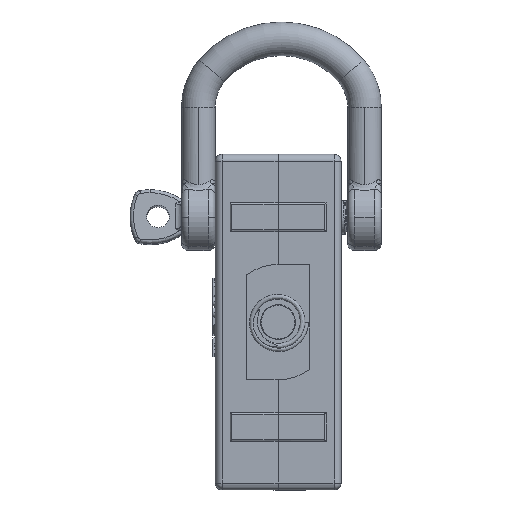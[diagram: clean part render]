
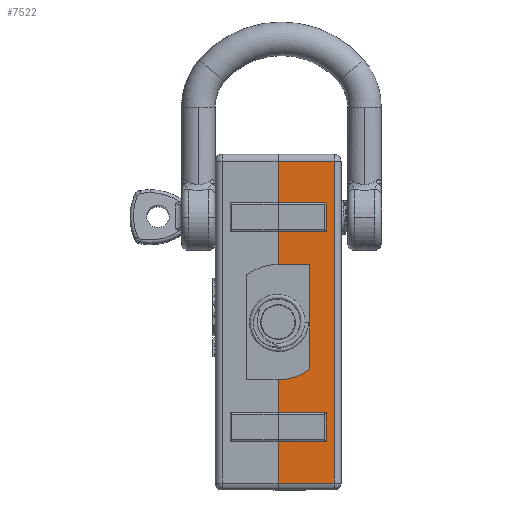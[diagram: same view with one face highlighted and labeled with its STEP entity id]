
A CAD part, front view. The second image highlights one B-rep face of the part: STEP entity #7522.
In plain terms, the highlighted planar face has unit normal (0, -1, 0).
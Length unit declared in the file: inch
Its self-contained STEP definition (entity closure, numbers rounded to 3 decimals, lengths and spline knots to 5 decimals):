
#73 = CARTESIAN_POINT ( 'NONE',  ( 0.81, 0., 0. ) ) ;
#88 = VERTEX_POINT ( 'NONE', #8658 ) ;
#118 = EDGE_CURVE ( 'NONE', #19592, #6509, #8680, .T. ) ;
#307 = LINE ( 'NONE', #5690, #3836 ) ;
#406 = EDGE_CURVE ( 'NONE', #11633, #9564, #17628, .T. ) ;
#606 = CARTESIAN_POINT ( 'NONE',  ( -1.4375, 0., 0.5 ) ) ;
#778 = ORIENTED_EDGE ( 'NONE', *, *, #5055, .T. ) ;
#864 = CARTESIAN_POINT ( 'NONE',  ( 1.065, 0., 0.4285 ) ) ;
#924 = DIRECTION ( 'NONE',  ( 0., 1., 0. ) ) ;
#999 = CARTESIAN_POINT ( 'NONE',  ( 1.065, 0., 0. ) ) ;
#1068 = LINE ( 'NONE', #8571, #8660 ) ;
#1350 = CARTESIAN_POINT ( 'NONE',  ( -1.4375, 0., 0. ) ) ;
#1512 = VECTOR ( 'NONE', #16864, 39.37008 ) ;
#1667 = LINE ( 'NONE', #1350, #2139 ) ;
#1767 = VECTOR ( 'NONE', #13969, 39.37008 ) ;
#2049 = ORIENTED_EDGE ( 'NONE', *, *, #18906, .T. ) ;
#2115 = DIRECTION ( 'NONE',  ( -1., 0., 0. ) ) ;
#2139 = VECTOR ( 'NONE', #12055, 39.37008 ) ;
#2374 = VECTOR ( 'NONE', #17986, 39.37008 ) ;
#2426 = AXIS2_PLACEMENT_3D ( 'NONE', #10060, #924, #11615 ) ;
#2589 = CARTESIAN_POINT ( 'NONE',  ( -0.81, 0., 0.5625 ) ) ;
#2592 = VECTOR ( 'NONE', #17342, 39.37008 ) ;
#2709 = ORIENTED_EDGE ( 'NONE', *, *, #118, .T. ) ;
#3034 = ORIENTED_EDGE ( 'NONE', *, *, #6693, .T. ) ;
#3057 = CIRCLE ( 'NONE', #18941, 0.19531 ) ;
#3283 = VERTEX_POINT ( 'NONE', #6616 ) ;
#3406 = CARTESIAN_POINT ( 'NONE',  ( -1.4375, 0., 0.5625 ) ) ;
#3408 = CARTESIAN_POINT ( 'NONE',  ( 1.4375, 0., 0.5 ) ) ;
#3536 = DIRECTION ( 'NONE',  ( 0., 1., 0. ) ) ;
#3580 = CARTESIAN_POINT ( 'NONE',  ( 0., 0., 0.19531 ) ) ;
#3836 = VECTOR ( 'NONE', #7231, 39.37008 ) ;
#4020 = LINE ( 'NONE', #9238, #4478 ) ;
#4026 = CARTESIAN_POINT ( 'NONE',  ( -1.065, 0., 0. ) ) ;
#4230 = ORIENTED_EDGE ( 'NONE', *, *, #17766, .T. ) ;
#4478 = VECTOR ( 'NONE', #14529, 39.37008 ) ;
#4738 = CARTESIAN_POINT ( 'NONE',  ( 0.19531, 0., 0. ) ) ;
#5055 = EDGE_CURVE ( 'NONE', #12554, #10170, #6378, .T. ) ;
#5690 = CARTESIAN_POINT ( 'NONE',  ( -1.4375, 0., 0. ) ) ;
#6171 = LINE ( 'NONE', #13930, #13935 ) ;
#6259 = ORIENTED_EDGE ( 'NONE', *, *, #19117, .T. ) ;
#6378 = LINE ( 'NONE', #2589, #2374 ) ;
#6388 = CARTESIAN_POINT ( 'NONE',  ( -1.4375, 0., 0. ) ) ;
#6443 = FACE_OUTER_BOUND ( 'NONE', #16646, .T. ) ;
#6446 = DIRECTION ( 'NONE',  ( 0., 1., 0. ) ) ;
#6493 = CARTESIAN_POINT ( 'NONE',  ( -0.81, 0., 0.4285 ) ) ;
#6509 = VERTEX_POINT ( 'NONE', #73 ) ;
#6578 = EDGE_CURVE ( 'NONE', #11633, #12554, #4020, .T. ) ;
#6615 = LINE ( 'NONE', #7334, #18959 ) ;
#6616 = CARTESIAN_POINT ( 'NONE',  ( 1.4375, 0., 0. ) ) ;
#6693 = EDGE_CURVE ( 'NONE', #88, #15552, #6615, .T. ) ;
#7073 = ORIENTED_EDGE ( 'NONE', *, *, #9863, .T. ) ;
#7231 = DIRECTION ( 'NONE',  ( 1., 0., 0. ) ) ;
#7334 = CARTESIAN_POINT ( 'NONE',  ( -1.065, 0., 0.4285 ) ) ;
#7522 = ADVANCED_FACE ( 'NONE', ( #6443 ), #18761, .F. ) ;
#7702 = VECTOR ( 'NONE', #8822, 39.37008 ) ;
#7743 = EDGE_CURVE ( 'NONE', #16756, #19592, #8147, .T. ) ;
#8147 = CIRCLE ( 'NONE', #2426, 0.19531 ) ;
#8316 = EDGE_CURVE ( 'NONE', #10170, #13831, #307, .T. ) ;
#8505 = CARTESIAN_POINT ( 'NONE',  ( -1.4375, 0., 0.5 ) ) ;
#8571 = CARTESIAN_POINT ( 'NONE',  ( 1.065, 0., 0.5625 ) ) ;
#8658 = CARTESIAN_POINT ( 'NONE',  ( 0.81, 0., 0.4285 ) ) ;
#8660 = VECTOR ( 'NONE', #14798, 39.37008 ) ;
#8680 = LINE ( 'NONE', #8772, #7702 ) ;
#8772 = CARTESIAN_POINT ( 'NONE',  ( -1.4375, 0., 0. ) ) ;
#8822 = DIRECTION ( 'NONE',  ( 1., 0., 0. ) ) ;
#9008 = ORIENTED_EDGE ( 'NONE', *, *, #406, .F. ) ;
#9238 = CARTESIAN_POINT ( 'NONE',  ( -1.065, 0., 0.4285 ) ) ;
#9564 = VERTEX_POINT ( 'NONE', #4026 ) ;
#9863 = EDGE_CURVE ( 'NONE', #15398, #9564, #6171, .T. ) ;
#9924 = VERTEX_POINT ( 'NONE', #3408 ) ;
#10047 = ORIENTED_EDGE ( 'NONE', *, *, #11584, .T. ) ;
#10060 = CARTESIAN_POINT ( 'NONE',  ( 0., 0., 0. ) ) ;
#10121 = CARTESIAN_POINT ( 'NONE',  ( -0.81, 0., 0. ) ) ;
#10170 = VERTEX_POINT ( 'NONE', #10121 ) ;
#10175 = VERTEX_POINT ( 'NONE', #999 ) ;
#10783 = EDGE_CURVE ( 'NONE', #10175, #3283, #1667, .T. ) ;
#11089 = VECTOR ( 'NONE', #2115, 39.37008 ) ;
#11467 = CARTESIAN_POINT ( 'NONE',  ( 0.81, 0., 0.5625 ) ) ;
#11561 = EDGE_CURVE ( 'NONE', #9924, #3283, #15327, .T. ) ;
#11584 = EDGE_CURVE ( 'NONE', #13831, #16756, #3057, .T. ) ;
#11615 = DIRECTION ( 'NONE',  ( -1., 0., 0. ) ) ;
#11633 = VERTEX_POINT ( 'NONE', #19024 ) ;
#12055 = DIRECTION ( 'NONE',  ( 1., 0., 0. ) ) ;
#12216 = DIRECTION ( 'NONE',  ( 0., 0., -1. ) ) ;
#12343 = ORIENTED_EDGE ( 'NONE', *, *, #7743, .T. ) ;
#12554 = VERTEX_POINT ( 'NONE', #6493 ) ;
#12773 = CARTESIAN_POINT ( 'NONE',  ( 0., 0., 0. ) ) ;
#13454 = ORIENTED_EDGE ( 'NONE', *, *, #11561, .F. ) ;
#13754 = LINE ( 'NONE', #13844, #1512 ) ;
#13831 = VERTEX_POINT ( 'NONE', #15921 ) ;
#13844 = CARTESIAN_POINT ( 'NONE',  ( -1.4375, 0., 0.5625 ) ) ;
#13930 = CARTESIAN_POINT ( 'NONE',  ( -1.4375, 0., 0. ) ) ;
#13935 = VECTOR ( 'NONE', #17019, 39.37008 ) ;
#13969 = DIRECTION ( 'NONE',  ( 0., 0., -1. ) ) ;
#13984 = CARTESIAN_POINT ( 'NONE',  ( -1.065, 0., 0.5625 ) ) ;
#14144 = AXIS2_PLACEMENT_3D ( 'NONE', #3406, #6446, #17283 ) ;
#14312 = DIRECTION ( 'NONE',  ( -1., 0., 0. ) ) ;
#14529 = DIRECTION ( 'NONE',  ( 1., 0., 0. ) ) ;
#14798 = DIRECTION ( 'NONE',  ( 0., 0., -1. ) ) ;
#15171 = ORIENTED_EDGE ( 'NONE', *, *, #8316, .T. ) ;
#15198 = LINE ( 'NONE', #606, #11089 ) ;
#15237 = ORIENTED_EDGE ( 'NONE', *, *, #19410, .F. ) ;
#15327 = LINE ( 'NONE', #18757, #2592 ) ;
#15398 = VERTEX_POINT ( 'NONE', #6388 ) ;
#15552 = VERTEX_POINT ( 'NONE', #864 ) ;
#15921 = CARTESIAN_POINT ( 'NONE',  ( -0.19531, 0., 0. ) ) ;
#16630 = VECTOR ( 'NONE', #12216, 39.37008 ) ;
#16646 = EDGE_LOOP ( 'NONE', ( #15171, #10047, #12343, #2709, #15237, #3034, #6259, #19838, #13454, #2049, #4230, #7073, #9008, #17336, #778 ) ) ;
#16756 = VERTEX_POINT ( 'NONE', #3580 ) ;
#16864 = DIRECTION ( 'NONE',  ( 0., 0., -1. ) ) ;
#17019 = DIRECTION ( 'NONE',  ( 1., 0., 0. ) ) ;
#17138 = LINE ( 'NONE', #11467, #16630 ) ;
#17283 = DIRECTION ( 'NONE',  ( -1., 0., 0. ) ) ;
#17336 = ORIENTED_EDGE ( 'NONE', *, *, #6578, .T. ) ;
#17342 = DIRECTION ( 'NONE',  ( 0., 0., -1. ) ) ;
#17471 = VERTEX_POINT ( 'NONE', #8505 ) ;
#17628 = LINE ( 'NONE', #13984, #1767 ) ;
#17766 = EDGE_CURVE ( 'NONE', #17471, #15398, #13754, .T. ) ;
#17986 = DIRECTION ( 'NONE',  ( 0., 0., -1. ) ) ;
#18158 = DIRECTION ( 'NONE',  ( 1., 0., 0. ) ) ;
#18757 = CARTESIAN_POINT ( 'NONE',  ( 1.4375, 0., 0.5625 ) ) ;
#18761 = PLANE ( 'NONE',  #14144 ) ;
#18906 = EDGE_CURVE ( 'NONE', #9924, #17471, #15198, .T. ) ;
#18941 = AXIS2_PLACEMENT_3D ( 'NONE', #12773, #3536, #14312 ) ;
#18959 = VECTOR ( 'NONE', #18158, 39.37008 ) ;
#19024 = CARTESIAN_POINT ( 'NONE',  ( -1.065, 0., 0.4285 ) ) ;
#19117 = EDGE_CURVE ( 'NONE', #15552, #10175, #1068, .T. ) ;
#19410 = EDGE_CURVE ( 'NONE', #88, #6509, #17138, .T. ) ;
#19592 = VERTEX_POINT ( 'NONE', #4738 ) ;
#19838 = ORIENTED_EDGE ( 'NONE', *, *, #10783, .T. ) ;
